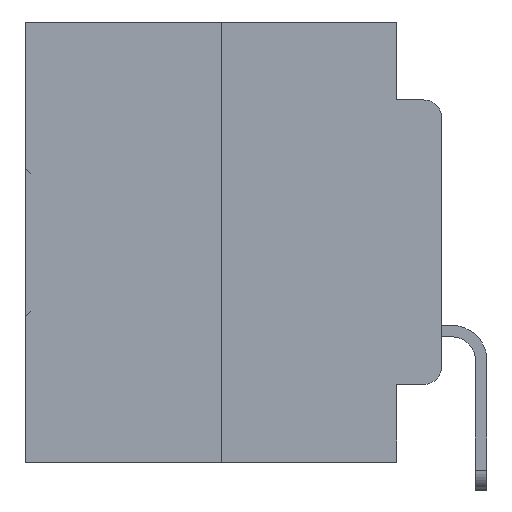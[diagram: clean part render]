
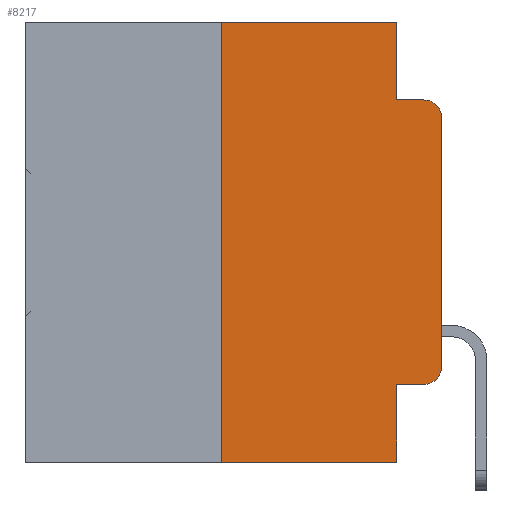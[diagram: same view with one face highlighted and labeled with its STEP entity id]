
A CAD part, left-side view. The second image highlights one B-rep face of the part: STEP entity #8217.
In plain terms, the highlighted planar face has unit normal (-1, 0, 0).
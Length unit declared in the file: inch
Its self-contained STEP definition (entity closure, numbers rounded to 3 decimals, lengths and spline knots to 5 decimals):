
#674 = LINE ( 'NONE', #12971, #27728 ) ;
#1566 = DIRECTION ( 'NONE',  ( 0., 0., -1. ) ) ;
#2041 = VECTOR ( 'NONE', #5946, 39.37008 ) ;
#2427 = VERTEX_POINT ( 'NONE', #24407 ) ;
#2696 = CARTESIAN_POINT ( 'NONE',  ( 0., 0.051, -0.4115 ) ) ;
#2959 = DIRECTION ( 'NONE',  ( 1., 0., 0. ) ) ;
#4072 = AXIS2_PLACEMENT_3D ( 'NONE', #16378, #2959, #21457 ) ;
#4292 = DIRECTION ( 'NONE',  ( 0., -1., 0. ) ) ;
#4480 = DIRECTION ( 'NONE',  ( 0., 0., 1. ) ) ;
#5266 = CARTESIAN_POINT ( 'NONE',  ( 0., 0.25, -0.5 ) ) ;
#5358 = EDGE_LOOP ( 'NONE', ( #9839, #10069, #11877, #11908, #12314, #12715, #14894, #16211, #16566, #18364 ) ) ;
#5946 = DIRECTION ( 'NONE',  ( 0., -1., 0. ) ) ;
#8002 = CARTESIAN_POINT ( 'NONE',  ( 0., 0.051, -0.0885 ) ) ;
#8068 = VERTEX_POINT ( 'NONE', #25552 ) ;
#8217 = ADVANCED_FACE ( 'NONE', ( #33397 ), #31081, .F. ) ;
#8963 = EDGE_CURVE ( 'NONE', #28775, #8068, #674, .T. ) ;
#9041 = CARTESIAN_POINT ( 'NONE',  ( 0., 0.02, -0.0885 ) ) ;
#9080 = CARTESIAN_POINT ( 'NONE',  ( 0., 0., -0.3915 ) ) ;
#9839 = ORIENTED_EDGE ( 'NONE', *, *, #19418, .T. ) ;
#9900 = VECTOR ( 'NONE', #23436, 39.37008 ) ;
#9984 = CARTESIAN_POINT ( 'NONE',  ( 0., 0.051, 0. ) ) ;
#10069 = ORIENTED_EDGE ( 'NONE', *, *, #17748, .T. ) ;
#10316 = CARTESIAN_POINT ( 'NONE',  ( 0., 0.02, -0.1085 ) ) ;
#10451 = VERTEX_POINT ( 'NONE', #9080 ) ;
#11113 = VERTEX_POINT ( 'NONE', #9041 ) ;
#11877 = ORIENTED_EDGE ( 'NONE', *, *, #15976, .F. ) ;
#11908 = ORIENTED_EDGE ( 'NONE', *, *, #8963, .F. ) ;
#11998 = CARTESIAN_POINT ( 'NONE',  ( 0., 0.051, 0. ) ) ;
#12302 = LINE ( 'NONE', #20324, #17594 ) ;
#12314 = ORIENTED_EDGE ( 'NONE', *, *, #12916, .F. ) ;
#12715 = ORIENTED_EDGE ( 'NONE', *, *, #31409, .F. ) ;
#12916 = EDGE_CURVE ( 'NONE', #22307, #28775, #16449, .T. ) ;
#12922 = DIRECTION ( 'NONE',  ( 0., 0., -1. ) ) ;
#12971 = CARTESIAN_POINT ( 'NONE',  ( 0., 0.051, 0. ) ) ;
#13107 = VECTOR ( 'NONE', #14600, 39.37008 ) ;
#13924 = LINE ( 'NONE', #11998, #13107 ) ;
#14600 = DIRECTION ( 'NONE',  ( 0., 0., -1. ) ) ;
#14894 = ORIENTED_EDGE ( 'NONE', *, *, #32693, .T. ) ;
#15801 = CARTESIAN_POINT ( 'NONE',  ( 0., 0.473, -0.5 ) ) ;
#15976 = EDGE_CURVE ( 'NONE', #8068, #11113, #21908, .T. ) ;
#16211 = ORIENTED_EDGE ( 'NONE', *, *, #28228, .F. ) ;
#16378 = CARTESIAN_POINT ( 'NONE',  ( 0., 0.473, 0. ) ) ;
#16449 = LINE ( 'NONE', #21630, #2041 ) ;
#16496 = VERTEX_POINT ( 'NONE', #18626 ) ;
#16566 = ORIENTED_EDGE ( 'NONE', *, *, #23364, .T. ) ;
#16855 = CARTESIAN_POINT ( 'NONE',  ( 0., 0., -0.1085 ) ) ;
#16886 = DIRECTION ( 'NONE',  ( 0., 0., 1. ) ) ;
#17594 = VECTOR ( 'NONE', #4480, 39.37008 ) ;
#17748 = EDGE_CURVE ( 'NONE', #32956, #11113, #29379, .T. ) ;
#17792 = DIRECTION ( 'NONE',  ( -1., 0., 0. ) ) ;
#18364 = ORIENTED_EDGE ( 'NONE', *, *, #21693, .T. ) ;
#18626 = CARTESIAN_POINT ( 'NONE',  ( 0., 0.051, -0.5 ) ) ;
#19031 = CIRCLE ( 'NONE', #32614, 0.02 ) ;
#19418 = EDGE_CURVE ( 'NONE', #10451, #32956, #12302, .T. ) ;
#20142 = CARTESIAN_POINT ( 'NONE',  ( 0., 0.051, -0.4115 ) ) ;
#20324 = CARTESIAN_POINT ( 'NONE',  ( 0., 0., 0. ) ) ;
#21457 = DIRECTION ( 'NONE',  ( 0., 0., -1. ) ) ;
#21630 = CARTESIAN_POINT ( 'NONE',  ( 0., 0.473, 0. ) ) ;
#21693 = EDGE_CURVE ( 'NONE', #2427, #10451, #19031, .T. ) ;
#21849 = AXIS2_PLACEMENT_3D ( 'NONE', #10316, #27899, #12922 ) ;
#21898 = VECTOR ( 'NONE', #4292, 39.37008 ) ;
#21908 = LINE ( 'NONE', #8002, #9900 ) ;
#22307 = VERTEX_POINT ( 'NONE', #25238 ) ;
#22681 = VERTEX_POINT ( 'NONE', #2696 ) ;
#22984 = VECTOR ( 'NONE', #28195, 39.37008 ) ;
#23364 = EDGE_CURVE ( 'NONE', #22681, #2427, #28377, .T. ) ;
#23436 = DIRECTION ( 'NONE',  ( 0., -1., 0. ) ) ;
#24407 = CARTESIAN_POINT ( 'NONE',  ( 0., 0.02, -0.4115 ) ) ;
#25238 = CARTESIAN_POINT ( 'NONE',  ( 0., 0.25, 0. ) ) ;
#25539 = DIRECTION ( 'NONE',  ( 0., 0., -1. ) ) ;
#25552 = CARTESIAN_POINT ( 'NONE',  ( 0., 0.051, -0.0885 ) ) ;
#25562 = VECTOR ( 'NONE', #16886, 39.37008 ) ;
#26749 = CARTESIAN_POINT ( 'NONE',  ( 0., 0.25, 0. ) ) ;
#27728 = VECTOR ( 'NONE', #25539, 39.37008 ) ;
#27899 = DIRECTION ( 'NONE',  ( -1., 0., 0. ) ) ;
#28195 = DIRECTION ( 'NONE',  ( 0., -1., 0. ) ) ;
#28228 = EDGE_CURVE ( 'NONE', #22681, #16496, #13924, .T. ) ;
#28377 = LINE ( 'NONE', #20142, #21898 ) ;
#28775 = VERTEX_POINT ( 'NONE', #9984 ) ;
#29379 = CIRCLE ( 'NONE', #21849, 0.02 ) ;
#30143 = LINE ( 'NONE', #15801, #22984 ) ;
#31081 = PLANE ( 'NONE',  #4072 ) ;
#31171 = LINE ( 'NONE', #26749, #25562 ) ;
#31409 = EDGE_CURVE ( 'NONE', #31885, #22307, #31171, .T. ) ;
#31885 = VERTEX_POINT ( 'NONE', #5266 ) ;
#32336 = CARTESIAN_POINT ( 'NONE',  ( 0., 0.02, -0.3915 ) ) ;
#32614 = AXIS2_PLACEMENT_3D ( 'NONE', #32336, #17792, #1566 ) ;
#32693 = EDGE_CURVE ( 'NONE', #31885, #16496, #30143, .T. ) ;
#32956 = VERTEX_POINT ( 'NONE', #16855 ) ;
#33397 = FACE_OUTER_BOUND ( 'NONE', #5358, .T. ) ;
